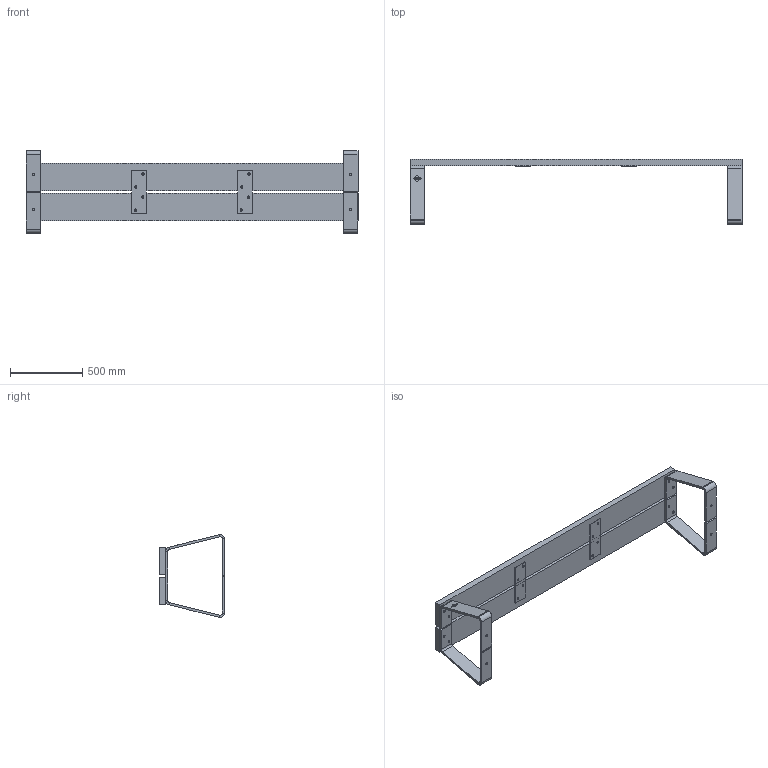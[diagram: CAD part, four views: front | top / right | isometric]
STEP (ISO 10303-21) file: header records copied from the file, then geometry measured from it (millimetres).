
FILE_DESCRIPTION (( 'STEP AP203' ), '1' );
FILE_NAME ('MOBE.2300S.STEP', '2021-03-04T07:19:31', ( '' ), ( '' ), 'SwSTEP 2.0', 'SolidWorks 2020', '' );
FILE_SCHEMA (( 'CONFIG_CONTROL_DESIGN' ));
Length unit declared in the file: millimetre
Products named in the file (7): MOBE.2300S Frame Side; MOBE.2300S Wood; MOBE.2300S Frame; MOBE.2300S Strip; MOBE.2300S; FURNS Brandtag sticker
Assembly tree (11 placements, depth 3):
  MOBE.2300S
    MOBE.2300S Strip  x2
    MOBE.2300S Wood  x2
    MOBE.2300S Frame
      MOBE.2300S Frame Side  x2
    MOBE.2300S Frame
      MOBE.2300S Frame Side  x2
    FURNS Brandtag sticker
Bounding box: 2300 x 450 x 573.52 mm (x, y, z)
Volume: 42101268.2 mm3; surface area: 3095535.1 mm2
Topology: 9 solids, 9 shells, 545 faces, 1417 edges, 910 vertices
Faces by surface type: plane 342, bspline 86, cylinder 77, cone 40
Entity records: 13898 total; most frequent: CARTESIAN_POINT 3444, ORIENTED_EDGE 2166, DIRECTION 1641, EDGE_CURVE 1083, LINE 839, VECTOR 839, VERTEX_POINT 712, EDGE_LOOP 433
